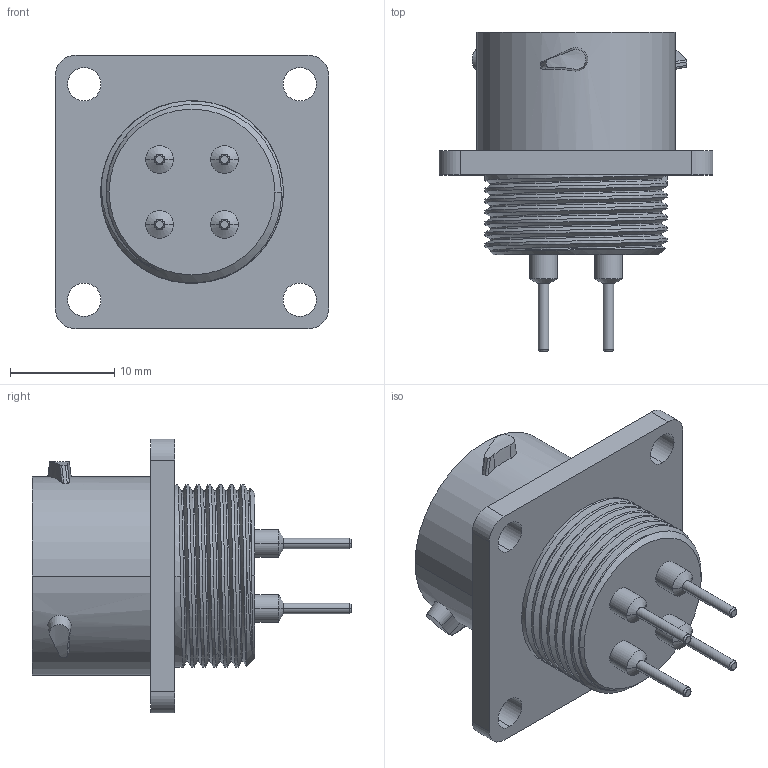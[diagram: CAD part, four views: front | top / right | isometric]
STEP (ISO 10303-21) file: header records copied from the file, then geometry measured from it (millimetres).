
FILE_DESCRIPTION((''),'2;1');
FILE_NAME('UTS012D4P-CATA','2011-04-18T',('jfeurprier'),('SOURIAU'),'PRO/ENGINEER BY PARAMETRIC TECHNOLOGY CORPORATION, 2010140','PRO/ENGINEER BY PARAMETRIC TECHNOLOGY CORPORATION, 2010140','');
FILE_SCHEMA(('CONFIG_CONTROL_DESIGN'));
Length unit declared in the file: millimetre
Products named in the file (1): UTS012D4P-CATA
Bounding box: 26.2 x 30.58 x 26.2 mm (x, y, z)
Volume: 4969.4 mm3; surface area: 3732.6 mm2
Topology: 1 solids, 1 shells, 275 faces, 724 edges, 465 vertices
Faces by surface type: plane 147, cylinder 68, cone 26, bspline 21, sphere 8, extrusion 3, torus 2
Entity records: 12431 total; most frequent: CARTESIAN_POINT 5792, ORIENTED_EDGE 1432, DIRECTION 1252, EDGE_CURVE 716, VERTEX_POINT 465, VECTOR 464, LINE 461, AXIS2_PLACEMENT_3D 394
